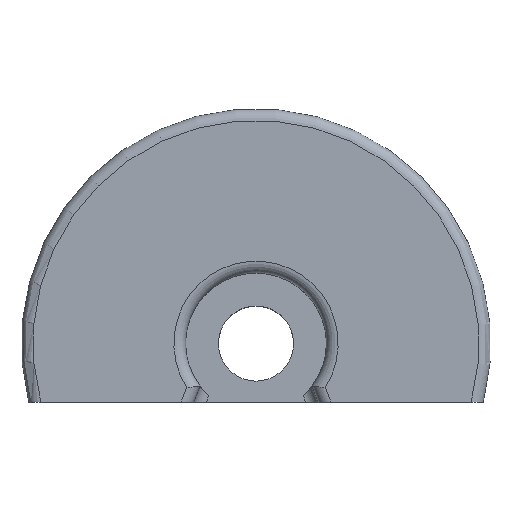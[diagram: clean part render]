
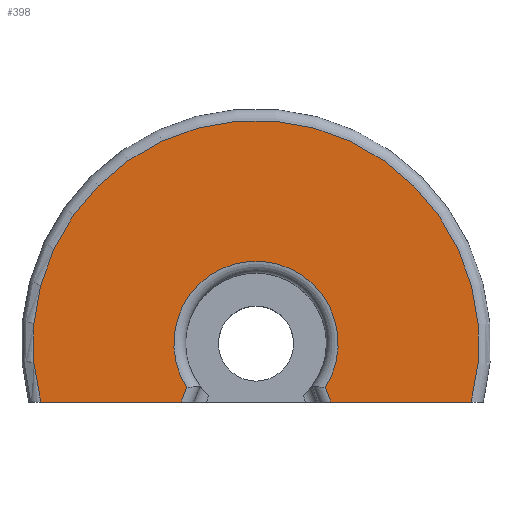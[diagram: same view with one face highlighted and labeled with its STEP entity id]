
A CAD part, top view. The second image highlights one B-rep face of the part: STEP entity #398.
In plain terms, the highlighted planar face has unit normal (0, 0, 1).
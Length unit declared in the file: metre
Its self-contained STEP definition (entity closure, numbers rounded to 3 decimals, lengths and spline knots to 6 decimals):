
#39=PLANE('',#445);
#51=CIRCLE('',#446,0.0035);
#52=CIRCLE('',#447,0.0095);
#103=ORIENTED_EDGE('',*,*,#190,.F.);
#104=ORIENTED_EDGE('',*,*,#217,.T.);
#105=ORIENTED_EDGE('',*,*,#218,.T.);
#106=ORIENTED_EDGE('',*,*,#219,.T.);
#107=ORIENTED_EDGE('',*,*,#209,.F.);
#108=ORIENTED_EDGE('',*,*,#220,.T.);
#190=EDGE_CURVE('',#250,#251,#284,.T.);
#209=EDGE_CURVE('',#266,#267,#293,.T.);
#217=EDGE_CURVE('',#250,#272,#296,.T.);
#218=EDGE_CURVE('',#272,#273,#51,.F.);
#219=EDGE_CURVE('',#273,#267,#297,.F.);
#220=EDGE_CURVE('',#266,#251,#52,.T.);
#250=VERTEX_POINT('',#611);
#251=VERTEX_POINT('',#613);
#266=VERTEX_POINT('',#676);
#267=VERTEX_POINT('',#678);
#272=VERTEX_POINT('',#693);
#273=VERTEX_POINT('',#695);
#284=LINE('',#612,#310);
#293=LINE('',#677,#319);
#296=LINE('',#692,#322);
#297=LINE('',#696,#323);
#310=VECTOR('',#498,1.);
#319=VECTOR('',#507,1.);
#322=VECTOR('',#524,1.);
#323=VECTOR('',#527,1.);
#339=EDGE_LOOP('',(#103,#104,#105,#106,#107,#108));
#365=FACE_BOUND('',#339,.T.);
#398=ADVANCED_FACE('',(#365),#39,.T.);
#445=AXIS2_PLACEMENT_3D('',#691,#522,#523);
#446=AXIS2_PLACEMENT_3D('',#694,#525,#526);
#447=AXIS2_PLACEMENT_3D('',#697,#528,#529);
#498=DIRECTION('',(-1.,0.,0.));
#507=DIRECTION('',(-1.,0.,0.));
#522=DIRECTION('',(0.,0.,1.));
#523=DIRECTION('',(1.,0.,0.));
#524=DIRECTION('',(0.368,0.93,0.));
#525=DIRECTION('',(0.,0.,1.));
#526=DIRECTION('',(1.,0.,0.));
#527=DIRECTION('',(-0.368,0.93,0.));
#528=DIRECTION('',(0.,0.,1.));
#529=DIRECTION('',(1.,0.,0.));
#611=CARTESIAN_POINT('',(-0.003196,-0.0025,0.017));
#612=CARTESIAN_POINT('',(0.,-0.0025,0.017));
#613=CARTESIAN_POINT('',(-0.009165,-0.0025,0.017));
#676=CARTESIAN_POINT('',(0.009165,-0.0025,0.017));
#677=CARTESIAN_POINT('',(0.,-0.0025,0.017));
#678=CARTESIAN_POINT('',(0.003196,-0.0025,0.017));
#691=CARTESIAN_POINT('',(0.,0.,0.017));
#692=CARTESIAN_POINT('',(-0.001909,0.000755,0.017));
#693=CARTESIAN_POINT('',(-0.002951,-0.001881,0.017));
#694=CARTESIAN_POINT('',(0.,0.,0.017));
#695=CARTESIAN_POINT('',(0.002951,-0.001881,0.017));
#696=CARTESIAN_POINT('',(0.001909,0.000755,0.017));
#697=CARTESIAN_POINT('',(0.,0.,0.017));
